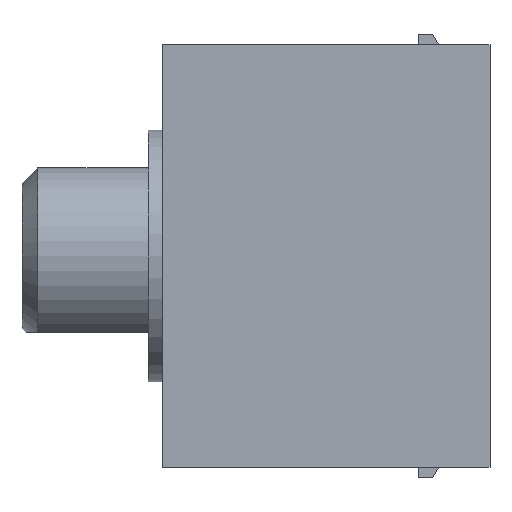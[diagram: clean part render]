
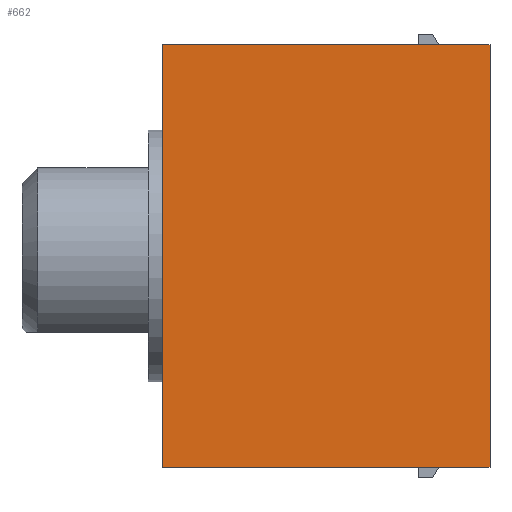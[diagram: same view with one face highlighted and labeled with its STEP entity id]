
A CAD part, left-side view. The second image highlights one B-rep face of the part: STEP entity #662.
In plain terms, the highlighted planar face has unit normal (-1, 0, 0).
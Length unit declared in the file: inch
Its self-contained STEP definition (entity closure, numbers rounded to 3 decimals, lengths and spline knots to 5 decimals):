
#78=FACE_OUTER_BOUND($,#123,.T.);
#123=EDGE_LOOP($,(#562,#563,#564,#565));
#199=LINE($,#1062,#274);
#201=LINE($,#1066,#276);
#202=LINE($,#1068,#277);
#203=LINE($,#1069,#278);
#274=VECTOR($,#875,0.878);
#276=VECTOR($,#879,1.134);
#277=VECTOR($,#880,0.878);
#278=VECTOR($,#881,1.134);
#335=VERTEX_POINT($,#1059);
#336=VERTEX_POINT($,#1061);
#337=VERTEX_POINT($,#1065);
#338=VERTEX_POINT($,#1067);
#416=EDGE_CURVE($,#336,#335,#199,.T.);
#418=EDGE_CURVE($,#335,#337,#201,.T.);
#419=EDGE_CURVE($,#338,#337,#202,.T.);
#420=EDGE_CURVE($,#336,#338,#203,.T.);
#562=ORIENTED_EDGE($,*,*,#418,.T.);
#563=ORIENTED_EDGE($,*,*,#419,.F.);
#564=ORIENTED_EDGE($,*,*,#420,.F.);
#565=ORIENTED_EDGE($,*,*,#416,.T.);
#622=PLANE($,#713);
#662=ADVANCED_FACE($,(#78),#622,.T.);
#713=AXIS2_PLACEMENT_3D($,#1064,#877,#878);
#875=DIRECTION($,(0.,-1.,0.));
#877=DIRECTION('center_axis',(-1.,0.,0.));
#878=DIRECTION('ref_axis',(0.,0.,1.));
#879=DIRECTION($,(0.,0.,1.));
#880=DIRECTION($,(0.,-1.,0.));
#881=DIRECTION($,(0.,0.,1.));
#1059=CARTESIAN_POINT('',(-0.382,-0.878,-0.567));
#1061=CARTESIAN_POINT('',(-0.382,0.,-0.567));
#1062=CARTESIAN_POINT($,(-0.382,0.,-0.567));
#1064=CARTESIAN_POINT('Origin',(-0.382,0.,-0.567));
#1065=CARTESIAN_POINT('',(-0.382,-0.878,0.567));
#1066=CARTESIAN_POINT($,(-0.382,-0.878,-0.567));
#1067=CARTESIAN_POINT('',(-0.382,0.,0.567));
#1068=CARTESIAN_POINT($,(-0.382,0.,0.567));
#1069=CARTESIAN_POINT($,(-0.382,0.,-0.567));
